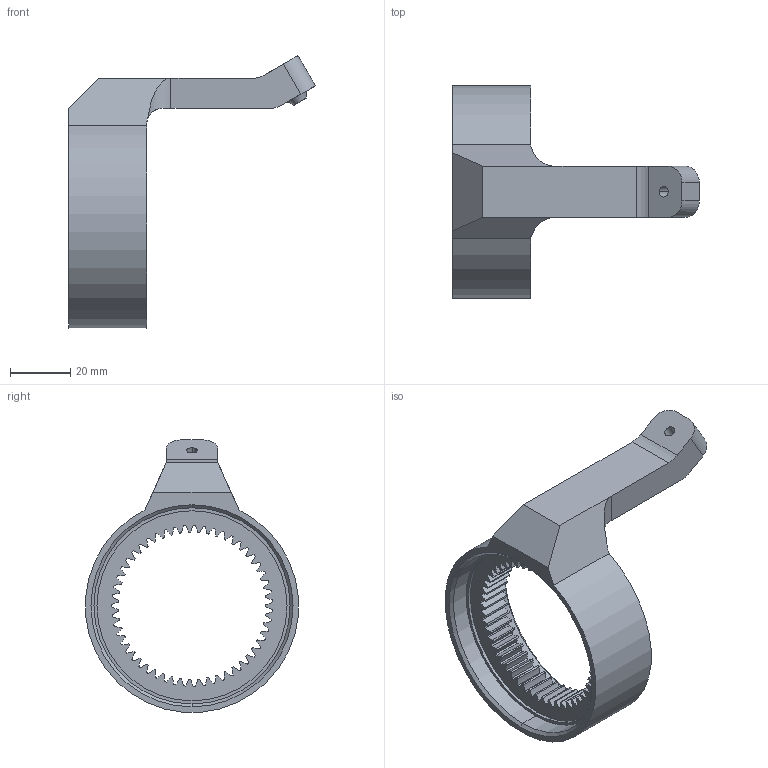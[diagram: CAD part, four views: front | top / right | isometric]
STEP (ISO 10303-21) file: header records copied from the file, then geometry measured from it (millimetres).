
FILE_DESCRIPTION (( 'STEP AP203' ), '1' );
FILE_NAME ('layer two gear.STEP', '2022-08-30T10:25:15', ( '' ), ( '' ), 'SwSTEP 2.0', 'SolidWorks 2020', '' );
FILE_SCHEMA (( 'CONFIG_CONTROL_DESIGN' ));
Length unit declared in the file: millimetre
Products named in the file (1): layer two gear
Bounding box: 81.99 x 70.8 x 90.57 mm (x, y, z)
Volume: 45820.5 mm3; surface area: 19727.4 mm2
Topology: 1 solids, 1 shells, 249 faces, 722 edges, 479 vertices
Faces by surface type: cylinder 225, plane 17, cone 6, bspline 1
Entity records: 8753 total; most frequent: CARTESIAN_POINT 1674, DIRECTION 1663, ORIENTED_EDGE 1444, EDGE_CURVE 722, AXIS2_PLACEMENT_3D 703, VERTEX_POINT 479, CIRCLE 454, LINE 257
